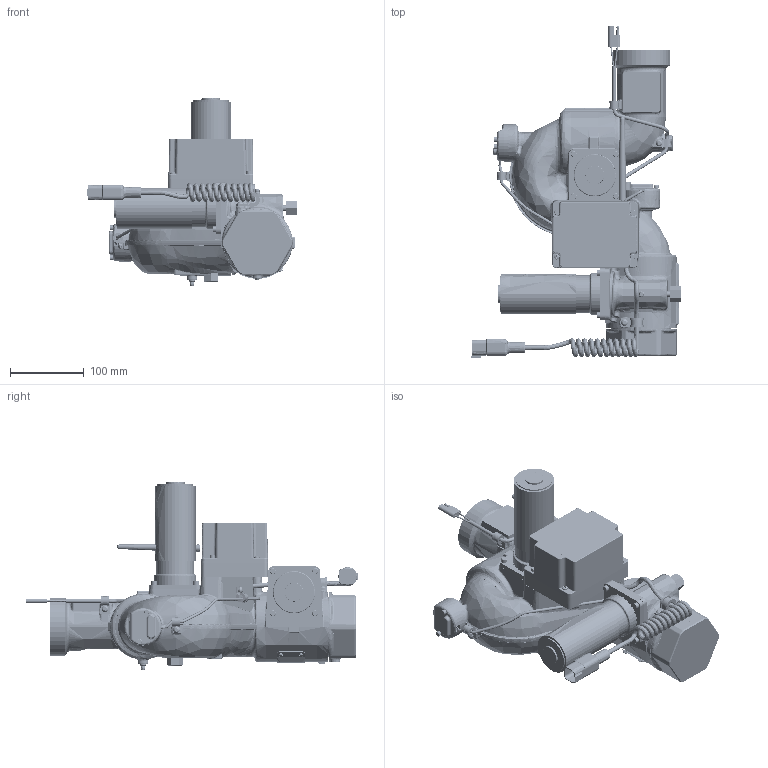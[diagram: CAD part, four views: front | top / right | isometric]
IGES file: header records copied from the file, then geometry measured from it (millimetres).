
Start section: SolidWorks IGES file using analytic representation for surfaces
Global section: file name: 7100 HD (00007101HD)_4_defeature.IGS; native system: SolidWorks 2018; preprocessor: SolidWorks 2018; author: lpeoples; date: 181114.113704; units: inch
Bounding box: 285.3 x 449.38 x 253.77 mm (x, y, z)
Surface area: 552266.7 mm2 (no closed solid volume)
Topology: 0 solids, 0 shells, 3186 faces, 41458 edges, 41370 vertices
Faces by surface type: bspline 2084, revolution 1102
